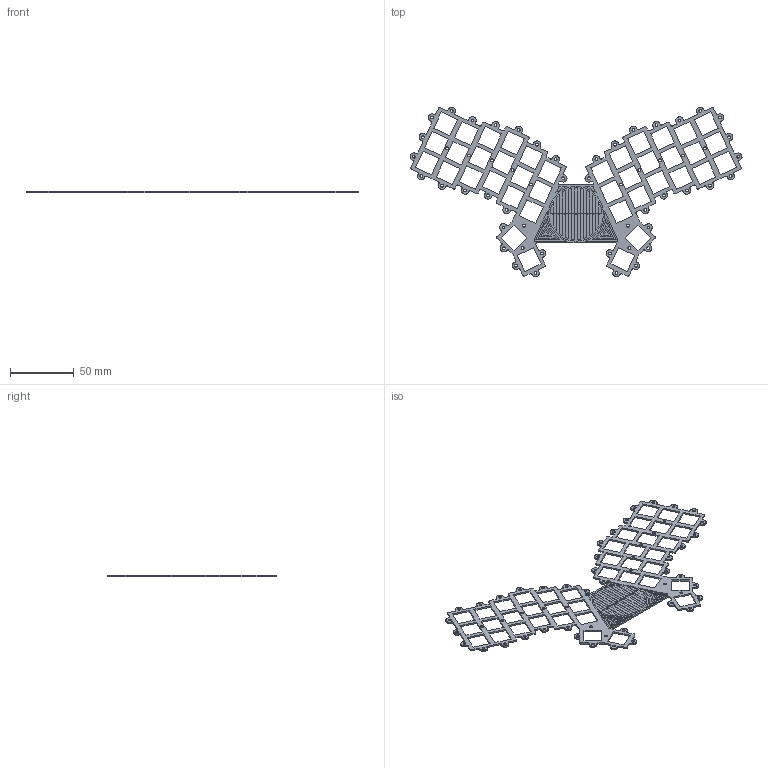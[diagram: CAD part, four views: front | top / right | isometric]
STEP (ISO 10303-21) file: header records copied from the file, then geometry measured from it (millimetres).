
FILE_DESCRIPTION(('HOOPS Exchange Step'),'2;1');
FILE_NAME('temp_export','2023-11-19T20:08:41+19:00',('jscotto'),('Shapr3D Limited'),'HOOPS Exchange 2023.2','Shapr3D','Authorized');
FILE_SCHEMA( ('AUTOMOTIVE_DESIGN { 1 0 10303 214 1 1 1 1 }') );
Length unit declared in the file: millimetre
Products named in the file (1): 3x6 - Plate (Inlaid Grill)
Bounding box: 260.56 x 133.33 x 1.2 mm (x, y, z)
Volume: 10164 mm3; surface area: 22616.2 mm2
Topology: 1 solids, 1 shells, 688 faces, 2113 edges, 1441 vertices
Faces by surface type: cylinder 348, plane 340
Full cylindrical faces by diameter (mm): 2.2 x54, 43.02 x1
Entity records: 24422 total; most frequent: DIRECTION 4284, CARTESIAN_POINT 4243, ORIENTED_EDGE 4226, EDGE_CURVE 2113, AXIS2_PLACEMENT_3D 1482, VERTEX_POINT 1441, VECTOR 1320, LINE 1320
